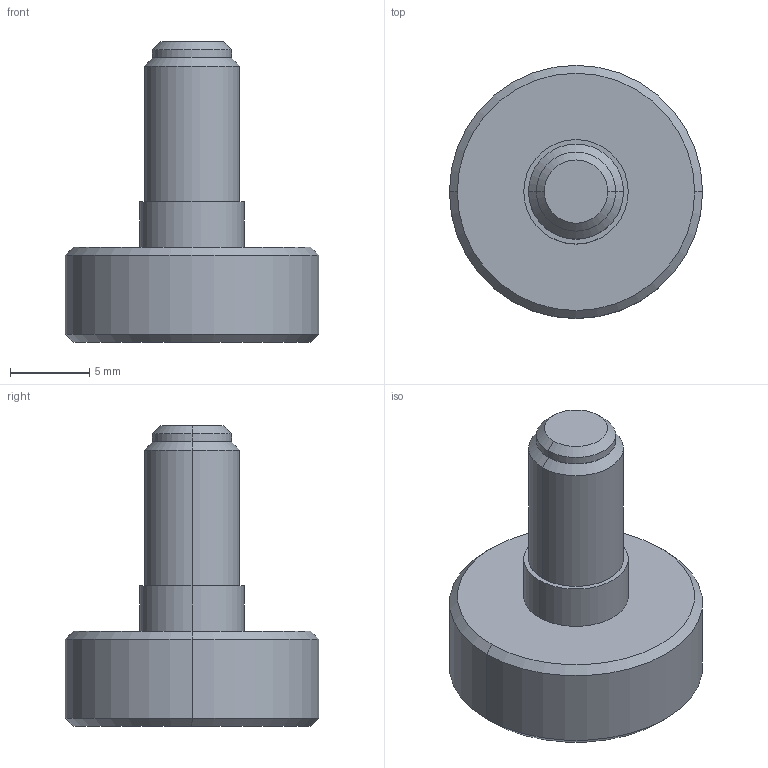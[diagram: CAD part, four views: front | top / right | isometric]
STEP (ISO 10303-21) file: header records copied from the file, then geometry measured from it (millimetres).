
FILE_DESCRIPTION (( 'STEP AP214' ), '1' );
FILE_NAME ('OM-001-020-910_01.STEP', '2024-10-06T13:44:38', ( '' ), ( '' ), 'SwSTEP 2.0', 'SolidWorks 2022', '' );
FILE_SCHEMA (( 'AUTOMOTIVE_DESIGN' ));
Length unit declared in the file: millimetre
Products named in the file (3): OM-001-020-911_01; OM-001-020-910_01; OM-001-020-912_01
Assembly tree (2 placements, depth 2):
  OM-001-020-910_01
    OM-001-020-911_01
    OM-001-020-912_01
Bounding box: 16 x 16 x 19 mm (x, y, z)
Volume: 1551.2 mm3; surface area: 1046.1 mm2
Topology: 2 solids, 2 shells, 31 faces, 60 edges, 35 vertices
Faces by surface type: cone 12, cylinder 12, plane 7
Entity records: 910 total; most frequent: DIRECTION 164, CARTESIAN_POINT 129, ORIENTED_EDGE 116, AXIS2_PLACEMENT_3D 70, EDGE_CURVE 58, VERTEX_POINT 35, EDGE_LOOP 35, CIRCLE 34
